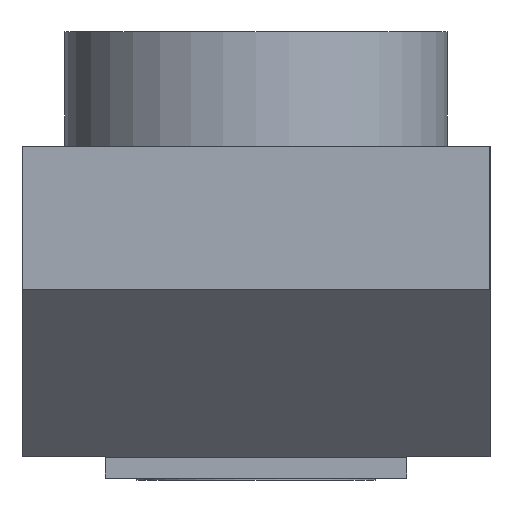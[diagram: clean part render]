
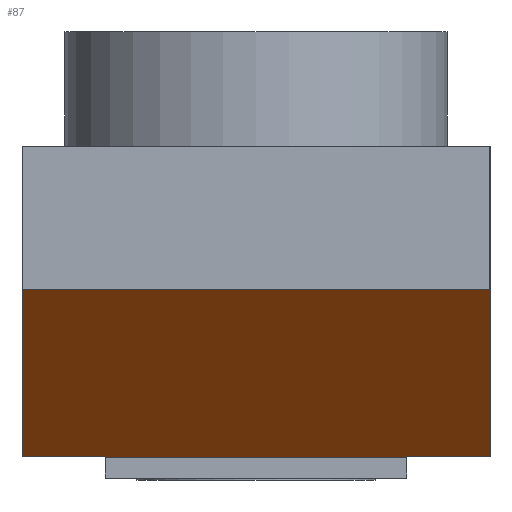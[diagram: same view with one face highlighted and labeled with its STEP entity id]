
A CAD part, left-side view. The second image highlights one B-rep face of the part: STEP entity #87.
In plain terms, the highlighted planar face has unit normal (-0.707, 0, -0.707).
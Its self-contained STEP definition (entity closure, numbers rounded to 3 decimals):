
#62=PLANE('',#742);
#87=ADVANCED_FACE('',(#134),#62,.F.);
#134=FACE_OUTER_BOUND('',#166,.T.);
#166=EDGE_LOOP('',(#256,#257,#258,#259,#260,#261,#262,#263));
#256=ORIENTED_EDGE('',*,*,#503,.F.);
#257=ORIENTED_EDGE('',*,*,#504,.F.);
#258=ORIENTED_EDGE('',*,*,#505,.F.);
#259=ORIENTED_EDGE('',*,*,#506,.F.);
#260=ORIENTED_EDGE('',*,*,#507,.F.);
#261=ORIENTED_EDGE('',*,*,#508,.F.);
#262=ORIENTED_EDGE('',*,*,#495,.T.);
#263=ORIENTED_EDGE('',*,*,#509,.T.);
#430=VERTEX_POINT('',#1019);
#431=VERTEX_POINT('',#1021);
#438=VERTEX_POINT('',#1038);
#439=VERTEX_POINT('',#1039);
#440=VERTEX_POINT('',#1041);
#441=VERTEX_POINT('',#1043);
#442=VERTEX_POINT('',#1045);
#443=VERTEX_POINT('',#1047);
#495=EDGE_CURVE('',#431,#430,#585,.T.);
#503=EDGE_CURVE('',#438,#439,#592,.T.);
#504=EDGE_CURVE('',#440,#438,#593,.T.);
#505=EDGE_CURVE('',#441,#440,#594,.T.);
#506=EDGE_CURVE('',#442,#441,#595,.T.);
#507=EDGE_CURVE('',#443,#442,#596,.T.);
#508=EDGE_CURVE('',#431,#443,#597,.T.);
#509=EDGE_CURVE('',#430,#439,#598,.T.);
#585=LINE('',#1020,#647);
#592=LINE('',#1037,#654);
#593=LINE('',#1040,#655);
#594=LINE('',#1042,#656);
#595=LINE('',#1044,#657);
#596=LINE('',#1046,#658);
#597=LINE('',#1048,#659);
#598=LINE('',#1049,#660);
#647=VECTOR('',#814,1.);
#654=VECTOR('',#827,1.);
#655=VECTOR('',#828,1.);
#656=VECTOR('',#829,1.);
#657=VECTOR('',#830,1.);
#658=VECTOR('',#831,1.);
#659=VECTOR('',#832,1.);
#660=VECTOR('',#833,1.);
#742=AXIS2_PLACEMENT_3D('',#1050,#834,#835);
#814=DIRECTION('',(0.,1.,0.));
#827=DIRECTION('',(0.,1.,0.));
#828=DIRECTION('',(-0.707,0.,0.707));
#829=DIRECTION('',(0.,1.,0.));
#830=DIRECTION('',(0.707,0.,-0.707));
#831=DIRECTION('',(0.,1.,0.));
#832=DIRECTION('',(0.707,0.,-0.707));
#833=DIRECTION('',(0.707,0.,-0.707));
#834=DIRECTION('',(0.707,0.,0.707));
#835=DIRECTION('',(0.707,0.,-0.707));
#1019=CARTESIAN_POINT('',(0.,49.,-30.));
#1020=CARTESIAN_POINT('',(0.,-49.,-30.));
#1021=CARTESIAN_POINT('',(0.,-49.,-30.));
#1037=CARTESIAN_POINT('',(35.,-49.,-65.));
#1038=CARTESIAN_POINT('',(35.,31.6,-65.));
#1039=CARTESIAN_POINT('',(35.,49.,-65.));
#1040=CARTESIAN_POINT('',(0.,31.6,-30.));
#1041=CARTESIAN_POINT('',(35.25,31.6,-65.25));
#1042=CARTESIAN_POINT('',(35.25,-49.,-65.25));
#1043=CARTESIAN_POINT('',(35.25,-31.6,-65.25));
#1044=CARTESIAN_POINT('',(0.,-31.6,-30.));
#1045=CARTESIAN_POINT('',(35.,-31.6,-65.));
#1046=CARTESIAN_POINT('',(35.,-49.,-65.));
#1047=CARTESIAN_POINT('',(35.,-49.,-65.));
#1048=CARTESIAN_POINT('',(0.,-49.,-30.));
#1049=CARTESIAN_POINT('',(0.,49.,-30.));
#1050=CARTESIAN_POINT('',(0.,-49.,-30.));
